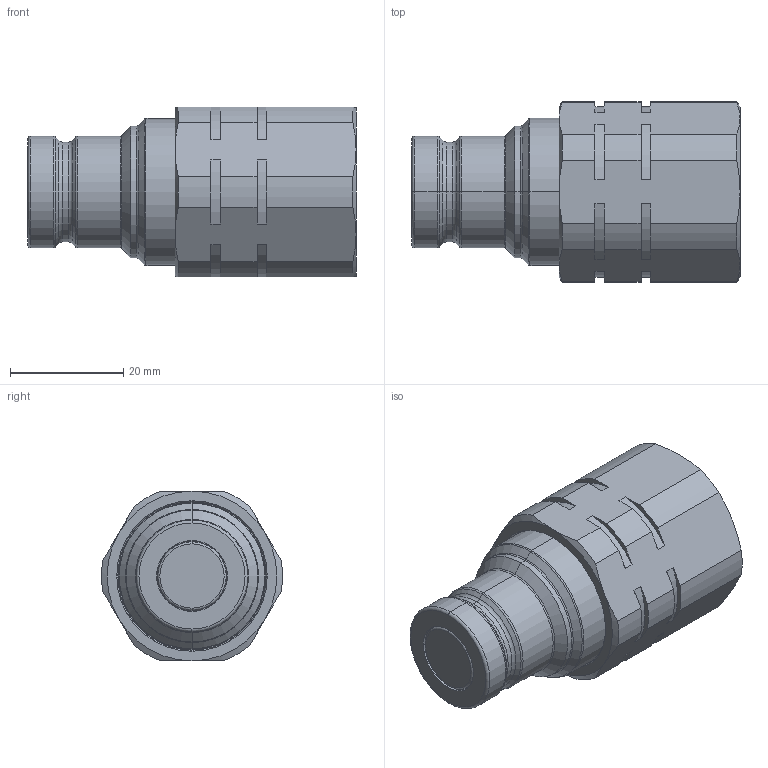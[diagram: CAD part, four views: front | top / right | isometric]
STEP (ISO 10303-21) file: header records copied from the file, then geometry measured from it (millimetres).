
FILE_DESCRIPTION (( 'STEP AP214' ), '1' );
FILE_NAME ('IF3820 RV.STEP', '2012-05-08T12:25:12', ( 'admin' ), ( 'Microsoft' ), 'SwSTEP 2.0', 'SolidWorks 2009', '' );
FILE_SCHEMA (( 'AUTOMOTIVE_DESIGN' ));
Length unit declared in the file: millimetre
Products named in the file (1): IF3820 RV
Bounding box: 58 x 31.95 x 30 mm (x, y, z)
Volume: 30424.9 mm3; surface area: 7487.3 mm2
Topology: 1 solids, 1 shells, 132 faces, 320 edges, 194 vertices
Faces by surface type: cylinder 48, plane 36, cone 30, torus 18
Entity records: 3931 total; most frequent: CARTESIAN_POINT 751, DIRECTION 714, ORIENTED_EDGE 640, EDGE_CURVE 320, AXIS2_PLACEMENT_3D 285, VERTEX_POINT 194, CIRCLE 152, LINE 144
